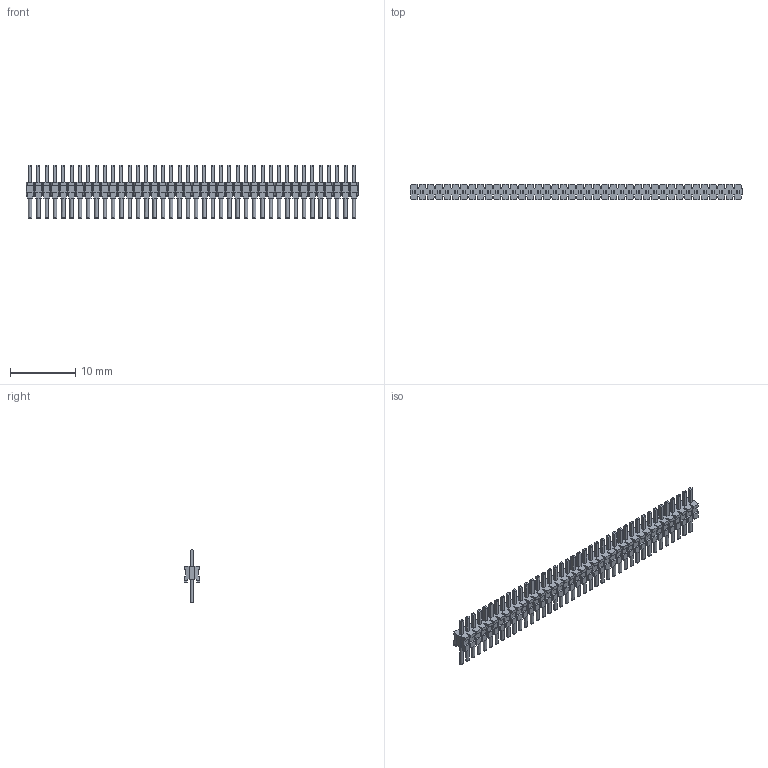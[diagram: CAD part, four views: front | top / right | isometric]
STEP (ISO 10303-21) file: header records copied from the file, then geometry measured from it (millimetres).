
FILE_DESCRIPTION(('FreeCAD Model'),'2;1');
FILE_NAME('Open CASCADE Shape Model','2025-01-08T14:07:15',(''),(''), 'Open CASCADE STEP processor 7.8','FreeCAD','Unknown');
FILE_SCHEMA(('AUTOMOTIVE_DESIGN { 1 0 10303 214 1 1 1 1 }'));
Length unit declared in the file: millimetre
Products named in the file (2): TMS-140-S_header; T-1M6-40-02-S
Bounding box: 50.8 x 2.44 x 8.13 mm (x, y, z)
Volume: 285.5 mm3; surface area: 1532 mm2
Topology: 2 solids, 2 shells, 1701 faces, 4970 edges, 3312 vertices
Faces by surface type: plane 1661, cylinder 40
Full cylindrical faces by diameter (mm): 0.508 x40
Entity records: 55516 total; most frequent: CARTESIAN_POINT 10024, ORIENTED_EDGE 9940, DIRECTION 8574, EDGE_CURVE 4970, LINE 4690, VECTOR 4690, VERTEX_POINT 3312, AXIS2_PLACEMENT_3D 1942
